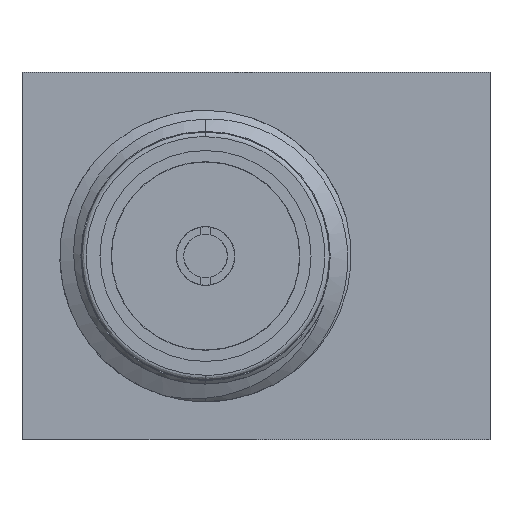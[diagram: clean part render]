
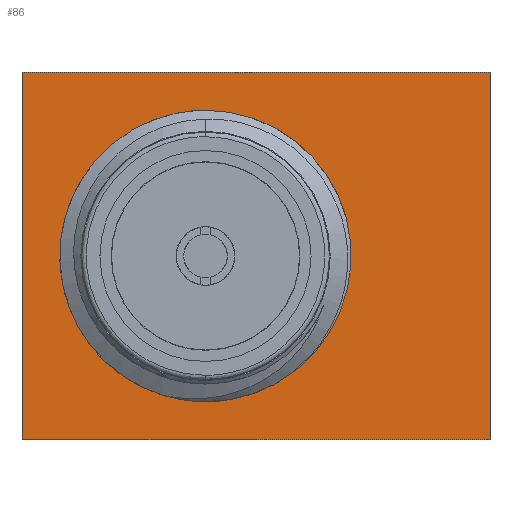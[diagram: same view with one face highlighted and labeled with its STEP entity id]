
A CAD part, left-side view. The second image highlights one B-rep face of the part: STEP entity #86.
In plain terms, the highlighted planar face has unit normal (-1, 0, 0).
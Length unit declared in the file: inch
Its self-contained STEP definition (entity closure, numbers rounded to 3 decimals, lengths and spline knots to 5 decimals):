
#30 = DIRECTION ( 'NONE',  ( 0., 0., -1. ) ) ;
#52 = ORIENTED_EDGE ( 'NONE', *, *, #188, .T. ) ;
#86 = ADVANCED_FACE ( 'NONE', ( #1335, #2214 ), #1147, .T. ) ;
#188 = EDGE_CURVE ( 'NONE', #1099, #542, #256, .T. ) ;
#234 = DIRECTION ( 'NONE',  ( 0., 0., 1. ) ) ;
#256 = LINE ( 'NONE', #1431, #1600 ) ;
#353 = DIRECTION ( 'NONE',  ( 0., 0., -1. ) ) ;
#435 = AXIS2_PLACEMENT_3D ( 'NONE', #2369, #1725, #3764 ) ;
#542 = VERTEX_POINT ( 'NONE', #853 ) ;
#567 = VERTEX_POINT ( 'NONE', #2939 ) ;
#647 = CARTESIAN_POINT ( 'NONE',  ( 0.31024, -0.24409, -0.15748 ) ) ;
#682 = ORIENTED_EDGE ( 'NONE', *, *, #1556, .T. ) ;
#715 = LINE ( 'NONE', #3533, #1422 ) ;
#799 = EDGE_CURVE ( 'NONE', #3188, #1628, #2332, .T. ) ;
#853 = CARTESIAN_POINT ( 'NONE',  ( 0.31024, 0.15748, 0.15748 ) ) ;
#924 = CARTESIAN_POINT ( 'NONE',  ( 0.31024, -0.24409, 0.15748 ) ) ;
#930 = CARTESIAN_POINT ( 'NONE',  ( 0.31024, 0., -0.1063 ) ) ;
#1095 = CARTESIAN_POINT ( 'NONE',  ( 0.31024, 0., 0. ) ) ;
#1099 = VERTEX_POINT ( 'NONE', #924 ) ;
#1147 = PLANE ( 'NONE',  #1536 ) ;
#1335 = FACE_BOUND ( 'NONE', #1443, .T. ) ;
#1354 = CARTESIAN_POINT ( 'NONE',  ( 0.31024, 0.15748, -0.15748 ) ) ;
#1422 = VECTOR ( 'NONE', #30, 39.37008 ) ;
#1431 = CARTESIAN_POINT ( 'NONE',  ( 0.31024, 0.15748, 0.15748 ) ) ;
#1443 = EDGE_LOOP ( 'NONE', ( #682, #2919 ) ) ;
#1536 = AXIS2_PLACEMENT_3D ( 'NONE', #1095, #2873, #234 ) ;
#1556 = EDGE_CURVE ( 'NONE', #2105, #567, #3209, .T. ) ;
#1600 = VECTOR ( 'NONE', #2328, 39.37008 ) ;
#1628 = VERTEX_POINT ( 'NONE', #647 ) ;
#1648 = DIRECTION ( 'NONE',  ( 0., -1., 0. ) ) ;
#1725 = DIRECTION ( 'NONE',  ( 1., 0., 0. ) ) ;
#1904 = EDGE_CURVE ( 'NONE', #542, #3188, #715, .T. ) ;
#1948 = ORIENTED_EDGE ( 'NONE', *, *, #799, .T. ) ;
#2085 = DIRECTION ( 'NONE',  ( 0., 0., -1. ) ) ;
#2105 = VERTEX_POINT ( 'NONE', #930 ) ;
#2201 = CARTESIAN_POINT ( 'NONE',  ( 0.31024, 0.15748, -0.15748 ) ) ;
#2214 = FACE_OUTER_BOUND ( 'NONE', #2371, .T. ) ;
#2270 = VECTOR ( 'NONE', #1648, 39.37008 ) ;
#2328 = DIRECTION ( 'NONE',  ( 0., 1., 0. ) ) ;
#2332 = LINE ( 'NONE', #2201, #2270 ) ;
#2339 = AXIS2_PLACEMENT_3D ( 'NONE', #2382, #3557, #353 ) ;
#2369 = CARTESIAN_POINT ( 'NONE',  ( 0.31024, 0., 0. ) ) ;
#2371 = EDGE_LOOP ( 'NONE', ( #1948, #3078, #52, #2437 ) ) ;
#2382 = CARTESIAN_POINT ( 'NONE',  ( 0.31024, 0., 0. ) ) ;
#2415 = EDGE_CURVE ( 'NONE', #567, #2105, #3554, .T. ) ;
#2437 = ORIENTED_EDGE ( 'NONE', *, *, #1904, .T. ) ;
#2873 = DIRECTION ( 'NONE',  ( -1., 0., 0. ) ) ;
#2919 = ORIENTED_EDGE ( 'NONE', *, *, #2415, .T. ) ;
#2939 = CARTESIAN_POINT ( 'NONE',  ( 0.31024, 0., 0.1063 ) ) ;
#3078 = ORIENTED_EDGE ( 'NONE', *, *, #3765, .F. ) ;
#3188 = VERTEX_POINT ( 'NONE', #1354 ) ;
#3209 = CIRCLE ( 'NONE', #2339, 0.1063 ) ;
#3484 = LINE ( 'NONE', #3767, #3503 ) ;
#3503 = VECTOR ( 'NONE', #2085, 39.37008 ) ;
#3533 = CARTESIAN_POINT ( 'NONE',  ( 0.31024, 0.15748, 0.15748 ) ) ;
#3554 = CIRCLE ( 'NONE', #435, 0.1063 ) ;
#3557 = DIRECTION ( 'NONE',  ( 1., 0., 0. ) ) ;
#3764 = DIRECTION ( 'NONE',  ( 0., 0., -1. ) ) ;
#3765 = EDGE_CURVE ( 'NONE', #1099, #1628, #3484, .T. ) ;
#3767 = CARTESIAN_POINT ( 'NONE',  ( 0.31024, -0.24409, 0.15748 ) ) ;
